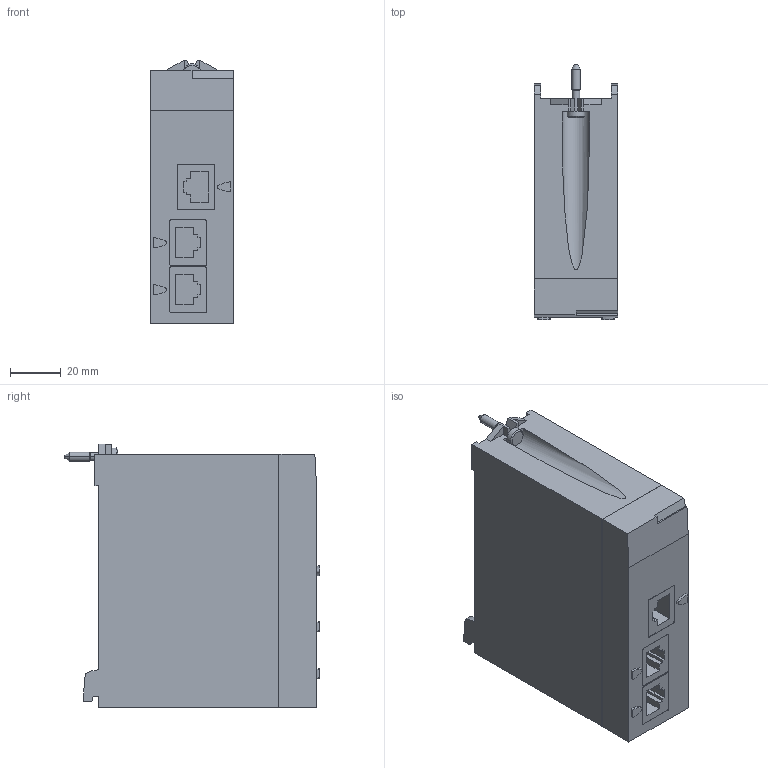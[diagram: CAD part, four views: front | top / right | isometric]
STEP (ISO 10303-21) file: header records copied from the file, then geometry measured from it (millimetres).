
FILE_DESCRIPTION(('starvars output'),'2;1');
FILE_NAME('BMXNOM0200_3D.stp','12:15:12 2020/04/01',( 'Thomas Industrial Network Germany GmbH'),( 'Thomas Industrial Network Germany GmbH'),'unknown preprocess','ACIS' ,'unknown authorization');
FILE_SCHEMA(('CONFIG_CONTROL_DESIGN {UNKNOWN IMPLEMENTATION LEVEL}'));
Length unit declared in the file: millimetre
Products named in the file (1): PRODUCT_ID_11
Bounding box: 33 x 100.5 x 104 mm (x, y, z)
Volume: 279439.8 mm3; surface area: 31819.1 mm2
Topology: 1 solids, 1 shells, 160 faces, 425 edges, 278 vertices
Faces by surface type: plane 113, cylinder 41, cone 6
Entity records: 4709 total; most frequent: ORIENTED_EDGE 850, CARTESIAN_POINT 797, DIRECTION 726, EDGE_CURVE 425, VECTOR 312, LINE 312, VERTEX_POINT 278, AXIS2_PLACEMENT_3D 207
